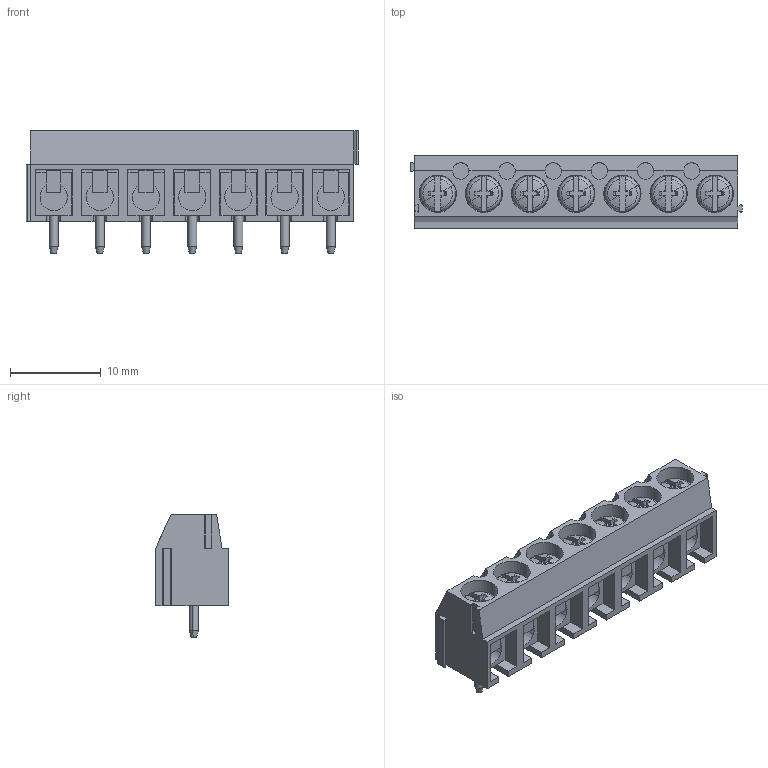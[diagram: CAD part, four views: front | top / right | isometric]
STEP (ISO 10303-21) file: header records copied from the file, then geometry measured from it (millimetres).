
FILE_DESCRIPTION(('CATIA V5 STEP Exchange','CAx-IF Rec.Pracs.--- Model Styling and Organization---1.4--- 2014-01-23'),'2;1');
FILE_NAME ('D1449988_1_1234590000_1234590000.stp','2021-04-07T13:45:15+00:00',('none'),('Weidmueller'),'CATIA Version 5-6 Release 2016 SP3 HF44','CATIA V5 STEP AP214','none');
FILE_SCHEMA(('AUTOMOTIVE_DESIGN { 1 0 10303 214 1 1 1 1 }'));
Length unit declared in the file: millimetre
Products named in the file (1): 1234590000
Bounding box: 36.51 x 8 x 13.5 mm (x, y, z)
Volume: 1886.9 mm3; surface area: 3743.4 mm2
Topology: 15 solids, 15 shells, 462 faces, 1222 edges, 804 vertices
Faces by surface type: plane 284, cylinder 80, cone 42, torus 28, revolution 28
Entity records: 13644 total; most frequent: CARTESIAN_POINT 3388, ORIENTED_EDGE 2444, DIRECTION 1494, EDGE_CURVE 1222, VERTEX_POINT 804, VECTOR 704, LINE 704, AXIS2_PLACEMENT_3D 555
